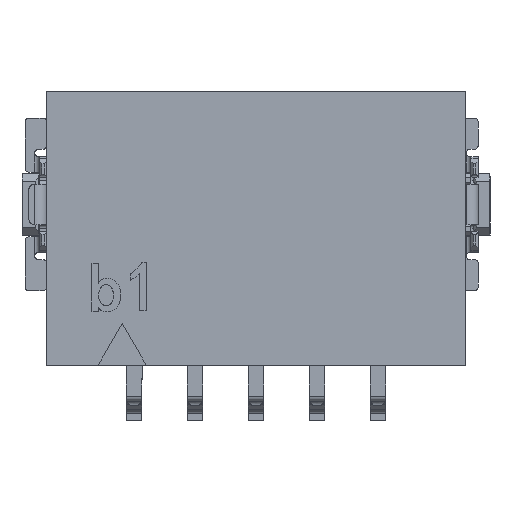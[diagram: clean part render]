
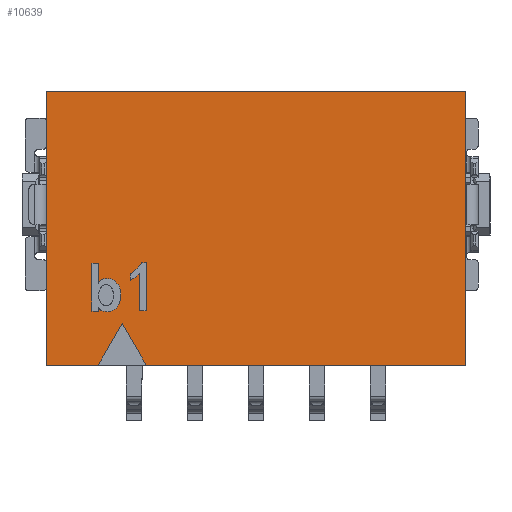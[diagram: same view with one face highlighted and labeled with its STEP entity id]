
A CAD part, front view. The second image highlights one B-rep face of the part: STEP entity #10639.
In plain terms, the highlighted planar face has unit normal (0, -1, 0).
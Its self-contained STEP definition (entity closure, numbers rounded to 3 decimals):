
#9899=CARTESIAN_POINT('',(13.81,-3.97,-2.5));
#9900=VERTEX_POINT('',#9899);
#9901=CARTESIAN_POINT('',(0.5,-3.97,-2.5));
#9902=VERTEX_POINT('',#9901);
#9903=CARTESIAN_POINT('',(13.81,-3.97,-2.5));
#9904=DIRECTION('',(-1.,0.,0.));
#9905=VECTOR('',#9904,13.31);
#9906=LINE('',#9903,#9905);
#9907=EDGE_CURVE('',#9900,#9902,#9906,.T.);
#9925=CARTESIAN_POINT('',(-1.5,-3.97,-2.5));
#9926=VERTEX_POINT('',#9925);
#9933=CARTESIAN_POINT('',(-3.65,-3.97,-2.5));
#9934=VERTEX_POINT('',#9933);
#9935=CARTESIAN_POINT('',(-1.5,-3.97,-2.5));
#9936=DIRECTION('',(-1.,0.,0.));
#9937=VECTOR('',#9936,2.15);
#9938=LINE('',#9935,#9937);
#9939=EDGE_CURVE('',#9926,#9934,#9938,.T.);
#10366=CARTESIAN_POINT('',(-0.5,-3.97,-0.768));
#10367=VERTEX_POINT('',#10366);
#10368=CARTESIAN_POINT('',(-0.5,-3.97,-0.768));
#10369=DIRECTION('',(-0.5,0.,-0.866));
#10370=VECTOR('',#10369,2.);
#10371=LINE('',#10368,#10370);
#10372=EDGE_CURVE('',#10367,#9926,#10371,.T.);
#10397=CARTESIAN_POINT('',(0.5,-3.97,-2.5));
#10398=DIRECTION('',(-0.5,0.,0.866));
#10399=VECTOR('',#10398,2.);
#10400=LINE('',#10397,#10399);
#10401=EDGE_CURVE('',#9902,#10367,#10400,.T.);
#10469=CARTESIAN_POINT('',(5.08,-3.97,3.2));
#10470=DIRECTION('',(1.,0.,0.));
#10471=DIRECTION('',(0.,-1.,0.));
#10472=AXIS2_PLACEMENT_3D('',#10469,#10471,#10470);
#10473=PLANE('',#10472);
#10474=CARTESIAN_POINT('',(13.81,-3.97,8.9));
#10475=VERTEX_POINT('',#10474);
#10476=CARTESIAN_POINT('',(-3.65,-3.97,8.9));
#10477=VERTEX_POINT('',#10476);
#10478=CARTESIAN_POINT('',(13.81,-3.97,8.9));
#10479=DIRECTION('',(-1.,0.,0.));
#10480=VECTOR('',#10479,17.46);
#10481=LINE('',#10478,#10480);
#10482=EDGE_CURVE('',#10475,#10477,#10481,.T.);
#10483=ORIENTED_EDGE('',*,*,#10482,.T.);
#10484=CARTESIAN_POINT('',(-3.65,-3.97,8.9));
#10485=DIRECTION('',(0.,0.,-1.));
#10486=VECTOR('',#10485,11.4);
#10487=LINE('',#10484,#10486);
#10488=EDGE_CURVE('',#10477,#9934,#10487,.T.);
#10489=ORIENTED_EDGE('',*,*,#10488,.T.);
#10490=ORIENTED_EDGE('',*,*,#9939,.F.);
#10491=ORIENTED_EDGE('',*,*,#10372,.F.);
#10492=ORIENTED_EDGE('',*,*,#10401,.F.);
#10493=ORIENTED_EDGE('',*,*,#9907,.F.);
#10494=CARTESIAN_POINT('',(13.81,-3.97,-2.5));
#10495=DIRECTION('',(0.,0.,1.));
#10496=VECTOR('',#10495,11.4);
#10497=LINE('',#10494,#10496);
#10498=EDGE_CURVE('',#9900,#10475,#10497,.T.);
#10499=ORIENTED_EDGE('',*,*,#10498,.T.);
#10500=EDGE_LOOP('',(#10483,#10489,#10490,#10491,#10492,#10493,#10499));
#10501=FACE_OUTER_BOUND('',#10500,.T.);
#10502=CARTESIAN_POINT('',(0.321,-3.97,1.771));
#10503=VERTEX_POINT('',#10502);
#10504=CARTESIAN_POINT('',(0.503,-3.97,1.771));
#10505=VERTEX_POINT('',#10504);
#10506=CARTESIAN_POINT('',(0.321,-3.97,1.771));
#10507=DIRECTION('',(1.,0.,0.));
#10508=VECTOR('',#10507,0.182);
#10509=LINE('',#10506,#10508);
#10510=EDGE_CURVE('',#10503,#10505,#10509,.T.);
#10511=ORIENTED_EDGE('',*,*,#10510,.T.);
#10512=CARTESIAN_POINT('',(0.503,-3.97,-0.241));
#10513=VERTEX_POINT('',#10512);
#10514=CARTESIAN_POINT('',(0.503,-3.97,1.771));
#10515=DIRECTION('',(0.,0.,-1.));
#10516=VECTOR('',#10515,2.012);
#10517=LINE('',#10514,#10516);
#10518=EDGE_CURVE('',#10505,#10513,#10517,.T.);
#10519=ORIENTED_EDGE('',*,*,#10518,.T.);
#10520=CARTESIAN_POINT('',(0.216,-3.97,-0.241));
#10521=VERTEX_POINT('',#10520);
#10522=CARTESIAN_POINT('',(0.503,-3.97,-0.241));
#10523=DIRECTION('',(-1.,0.,0.));
#10524=VECTOR('',#10523,0.286);
#10525=LINE('',#10522,#10524);
#10526=EDGE_CURVE('',#10513,#10521,#10525,.T.);
#10527=ORIENTED_EDGE('',*,*,#10526,.T.);
#10528=CARTESIAN_POINT('',(0.216,-3.97,1.326));
#10529=VERTEX_POINT('',#10528);
#10530=CARTESIAN_POINT('',(0.216,-3.97,-0.241));
#10531=DIRECTION('',(0.,0.,1.));
#10532=VECTOR('',#10531,1.567);
#10533=LINE('',#10530,#10532);
#10534=EDGE_CURVE('',#10521,#10529,#10533,.T.);
#10535=ORIENTED_EDGE('',*,*,#10534,.T.);
#10536=CARTESIAN_POINT('',(-0.158,-3.97,1.042));
#10537=VERTEX_POINT('',#10536);
#10538=CARTESIAN_POINT('',(0.216,-3.97,1.326));
#10539=CARTESIAN_POINT('',(0.118,-3.97,1.186));
#10540=CARTESIAN_POINT('',(-0.158,-3.97,1.042));
#10541=B_SPLINE_CURVE_WITH_KNOTS('',2,(#10538,#10539,#10540),.UNSPECIFIED.,.F.,.U.,(3,3),(0.,1.),.UNSPECIFIED.);
#10542=EDGE_CURVE('',#10529,#10537,#10541,.T.);
#10543=ORIENTED_EDGE('',*,*,#10542,.T.);
#10544=CARTESIAN_POINT('',(-0.158,-3.97,1.303));
#10545=VERTEX_POINT('',#10544);
#10546=CARTESIAN_POINT('',(-0.158,-3.97,1.042));
#10547=DIRECTION('',(0.,0.,1.));
#10548=VECTOR('',#10547,0.26);
#10549=LINE('',#10546,#10548);
#10550=EDGE_CURVE('',#10537,#10545,#10549,.T.);
#10551=ORIENTED_EDGE('',*,*,#10550,.T.);
#10552=CARTESIAN_POINT('',(-1.174,-3.97,2.822));
#10553=DIRECTION('',(0.556,0.,-0.831));
#10554=DIRECTION('',(0.,-1.,0.));
#10555=AXIS2_PLACEMENT_3D('',#10552,#10554,#10553);
#10556=CIRCLE('',#10555,1.828);
#10557=EDGE_CURVE('',#10545,#10503,#10556,.T.);
#10558=ORIENTED_EDGE('',*,*,#10557,.T.);
#10559=EDGE_LOOP('',(#10511,#10519,#10527,#10535,#10543,#10551,#10558));
#10560=FACE_BOUND('',#10559,.T.);
#10561=CARTESIAN_POINT('',(-1.766,-3.97,1.748));
#10562=VERTEX_POINT('',#10561);
#10563=CARTESIAN_POINT('',(-1.48,-3.97,1.748));
#10564=VERTEX_POINT('',#10563);
#10565=CARTESIAN_POINT('',(-1.766,-3.97,1.748));
#10566=DIRECTION('',(1.,0.,0.));
#10567=VECTOR('',#10566,0.286);
#10568=LINE('',#10565,#10567);
#10569=EDGE_CURVE('',#10562,#10564,#10568,.T.);
#10570=ORIENTED_EDGE('',*,*,#10569,.T.);
#10571=CARTESIAN_POINT('',(-1.48,-3.97,0.909));
#10572=VERTEX_POINT('',#10571);
#10573=CARTESIAN_POINT('',(-1.48,-3.97,1.748));
#10574=DIRECTION('',(0.,0.,-1.));
#10575=VECTOR('',#10574,0.84);
#10576=LINE('',#10573,#10575);
#10577=EDGE_CURVE('',#10564,#10572,#10576,.T.);
#10578=ORIENTED_EDGE('',*,*,#10577,.T.);
#10579=CARTESIAN_POINT('',(-1.135,-3.97,1.113));
#10580=VERTEX_POINT('',#10579);
#10581=CARTESIAN_POINT('',(-1.48,-3.97,0.909));
#10582=CARTESIAN_POINT('',(-1.463,-3.97,1.003));
#10583=CARTESIAN_POINT('',(-1.267,-3.97,1.113));
#10584=CARTESIAN_POINT('',(-1.135,-3.97,1.113));
#10585=B_SPLINE_CURVE_WITH_KNOTS('',2,(#10581,#10582,#10583,#10584),.UNSPECIFIED.,.F.,.U.,(3,1,3),(0.,0.473,1.),.UNSPECIFIED.);
#10586=EDGE_CURVE('',#10572,#10580,#10585,.T.);
#10587=ORIENTED_EDGE('',*,*,#10586,.T.);
#10588=CARTESIAN_POINT('',(-0.56,-3.97,0.414));
#10589=VERTEX_POINT('',#10588);
#10590=CARTESIAN_POINT('',(-1.135,-3.97,1.113));
#10591=CARTESIAN_POINT('',(-0.895,-3.97,1.113));
#10592=CARTESIAN_POINT('',(-0.56,-3.97,0.753));
#10593=CARTESIAN_POINT('',(-0.56,-3.97,0.414));
#10594=B_SPLINE_CURVE_WITH_KNOTS('',2,(#10590,#10591,#10592,#10593),.UNSPECIFIED.,.F.,.U.,(3,1,3),(0.,0.468,1.),.UNSPECIFIED.);
#10595=EDGE_CURVE('',#10580,#10589,#10594,.T.);
#10596=ORIENTED_EDGE('',*,*,#10595,.T.);
#10597=CARTESIAN_POINT('',(-1.135,-3.97,-0.275));
#10598=VERTEX_POINT('',#10597);
#10599=CARTESIAN_POINT('',(-0.56,-3.97,0.414));
#10600=CARTESIAN_POINT('',(-0.56,-3.97,0.072));
#10601=CARTESIAN_POINT('',(-0.895,-3.97,-0.275));
#10602=CARTESIAN_POINT('',(-1.135,-3.97,-0.275));
#10603=B_SPLINE_CURVE_WITH_KNOTS('',2,(#10599,#10600,#10601,#10602),.UNSPECIFIED.,.F.,.U.,(3,1,3),(0.,0.533,1.),.UNSPECIFIED.);
#10604=EDGE_CURVE('',#10589,#10598,#10603,.T.);
#10605=ORIENTED_EDGE('',*,*,#10604,.T.);
#10606=CARTESIAN_POINT('',(-1.48,-3.97,-0.082));
#10607=VERTEX_POINT('',#10606);
#10608=CARTESIAN_POINT('',(-1.135,-3.97,-0.275));
#10609=CARTESIAN_POINT('',(-1.268,-3.97,-0.275));
#10610=CARTESIAN_POINT('',(-1.462,-3.97,-0.177));
#10611=CARTESIAN_POINT('',(-1.48,-3.97,-0.082));
#10612=B_SPLINE_CURVE_WITH_KNOTS('',2,(#10608,#10609,#10610,#10611),.UNSPECIFIED.,.F.,.U.,(3,1,3),(0.,0.527,1.),.UNSPECIFIED.);
#10613=EDGE_CURVE('',#10598,#10607,#10612,.T.);
#10614=ORIENTED_EDGE('',*,*,#10613,.T.);
#10615=CARTESIAN_POINT('',(-1.48,-3.97,-0.252));
#10616=VERTEX_POINT('',#10615);
#10617=CARTESIAN_POINT('',(-1.48,-3.97,-0.082));
#10618=DIRECTION('',(0.,0.,-1.));
#10619=VECTOR('',#10618,0.17);
#10620=LINE('',#10617,#10619);
#10621=EDGE_CURVE('',#10607,#10616,#10620,.T.);
#10622=ORIENTED_EDGE('',*,*,#10621,.T.);
#10623=CARTESIAN_POINT('',(-1.766,-3.97,-0.252));
#10624=VERTEX_POINT('',#10623);
#10625=CARTESIAN_POINT('',(-1.48,-3.97,-0.252));
#10626=DIRECTION('',(-1.,0.,0.));
#10627=VECTOR('',#10626,0.286);
#10628=LINE('',#10625,#10627);
#10629=EDGE_CURVE('',#10616,#10624,#10628,.T.);
#10630=ORIENTED_EDGE('',*,*,#10629,.T.);
#10631=CARTESIAN_POINT('',(-1.766,-3.97,-0.252));
#10632=DIRECTION('',(0.,0.,1.));
#10633=VECTOR('',#10632,2.);
#10634=LINE('',#10631,#10633);
#10635=EDGE_CURVE('',#10624,#10562,#10634,.T.);
#10636=ORIENTED_EDGE('',*,*,#10635,.T.);
#10637=EDGE_LOOP('',(#10570,#10578,#10587,#10596,#10605,#10614,#10622,#10630,#10636));
#10638=FACE_BOUND('',#10637,.T.);
#10639=ADVANCED_FACE('',(#10501,#10560,#10638),#10473,.T.);
